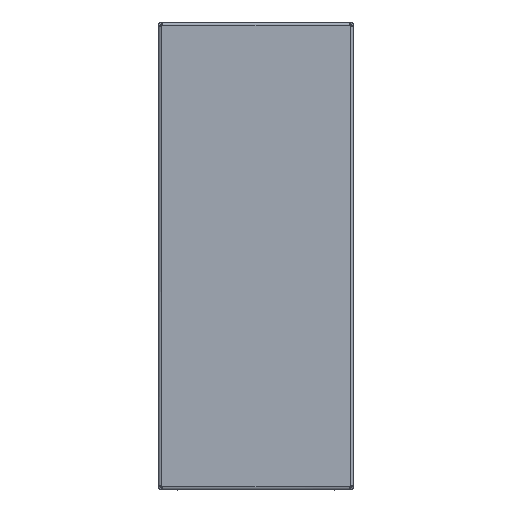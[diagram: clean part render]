
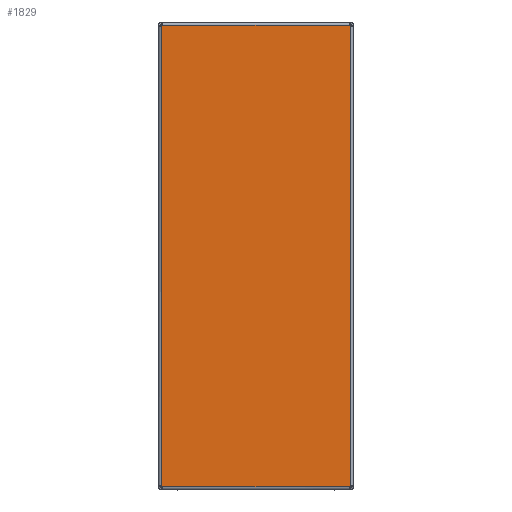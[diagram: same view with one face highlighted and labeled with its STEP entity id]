
A CAD part, front view. The second image highlights one B-rep face of the part: STEP entity #1829.
In plain terms, the highlighted planar face has unit normal (0, -1, 0).
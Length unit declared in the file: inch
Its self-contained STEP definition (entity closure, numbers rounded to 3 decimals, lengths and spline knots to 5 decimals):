
#195 = CARTESIAN_POINT ( 'NONE',  ( 4.83352, 0., -24.66504 ) ) ;
#597 = EDGE_CURVE ( 'NONE', #8323, #7950, #7677, .T. ) ;
#1011 = CARTESIAN_POINT ( 'NONE',  ( -4.83352, 0., -24.66504 ) ) ;
#1477 = CARTESIAN_POINT ( 'NONE',  ( -4.83352, 0., 0. ) ) ;
#1692 = CARTESIAN_POINT ( 'NONE',  ( -13.9548, 0., -0.99806 ) ) ;
#1829 = ADVANCED_FACE ( 'NONE', ( #2291 ), #8481, .T. ) ;
#1845 = LINE ( 'NONE', #2439, #5164 ) ;
#2291 = FACE_OUTER_BOUND ( 'NONE', #3880, .T. ) ;
#2439 = CARTESIAN_POINT ( 'NONE',  ( 4.83352, 0., 0. ) ) ;
#2681 = CARTESIAN_POINT ( 'NONE',  ( 4.83352, 0., -0.99806 ) ) ;
#2765 = ORIENTED_EDGE ( 'NONE', *, *, #6924, .T. ) ;
#2860 = DIRECTION ( 'NONE',  ( 1., 0., 0. ) ) ;
#3073 = CARTESIAN_POINT ( 'NONE',  ( -13.9548, 0., 0. ) ) ;
#3146 = AXIS2_PLACEMENT_3D ( 'NONE', #3073, #6427, #4994 ) ;
#3372 = VERTEX_POINT ( 'NONE', #7003 ) ;
#3806 = LINE ( 'NONE', #1692, #8711 ) ;
#3880 = EDGE_LOOP ( 'NONE', ( #4240, #5342, #2765, #5917 ) ) ;
#4136 = LINE ( 'NONE', #1477, #7176 ) ;
#4240 = ORIENTED_EDGE ( 'NONE', *, *, #4499, .T. ) ;
#4499 = EDGE_CURVE ( 'NONE', #3372, #8323, #4136, .T. ) ;
#4994 = DIRECTION ( 'NONE',  ( 0., 0., -1. ) ) ;
#5164 = VECTOR ( 'NONE', #6014, 39.37008 ) ;
#5253 = VECTOR ( 'NONE', #2860, 39.37008 ) ;
#5342 = ORIENTED_EDGE ( 'NONE', *, *, #597, .T. ) ;
#5519 = EDGE_CURVE ( 'NONE', #7734, #3372, #3806, .T. ) ;
#5917 = ORIENTED_EDGE ( 'NONE', *, *, #5519, .T. ) ;
#6014 = DIRECTION ( 'NONE',  ( 0., 0., 1. ) ) ;
#6259 = CARTESIAN_POINT ( 'NONE',  ( -13.9548, 0., -24.66504 ) ) ;
#6427 = DIRECTION ( 'NONE',  ( 0., -1., 0. ) ) ;
#6924 = EDGE_CURVE ( 'NONE', #7950, #7734, #1845, .T. ) ;
#7003 = CARTESIAN_POINT ( 'NONE',  ( -4.83352, 0., -0.99806 ) ) ;
#7176 = VECTOR ( 'NONE', #7754, 39.37008 ) ;
#7285 = DIRECTION ( 'NONE',  ( -1., 0., 0. ) ) ;
#7677 = LINE ( 'NONE', #6259, #5253 ) ;
#7734 = VERTEX_POINT ( 'NONE', #2681 ) ;
#7754 = DIRECTION ( 'NONE',  ( 0., 0., -1. ) ) ;
#7950 = VERTEX_POINT ( 'NONE', #195 ) ;
#8323 = VERTEX_POINT ( 'NONE', #1011 ) ;
#8481 = PLANE ( 'NONE',  #3146 ) ;
#8711 = VECTOR ( 'NONE', #7285, 39.37008 ) ;
